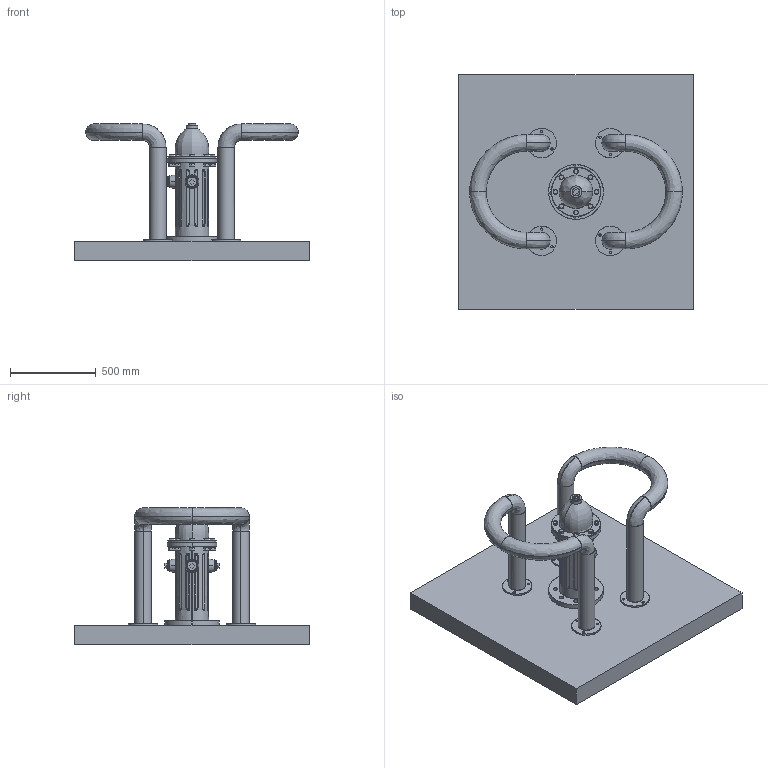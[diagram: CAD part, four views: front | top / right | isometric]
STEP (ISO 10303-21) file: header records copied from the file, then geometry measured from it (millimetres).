
FILE_DESCRIPTION(('FreeCAD Model'),'2;1');
FILE_NAME('Open CASCADE Shape Model','2025-05-05T04:09:37',('FreeCAD'),( 'FreeCAD'),'Open CASCADE STEP processor 7.6','FreeCAD','Unknown');
FILE_SCHEMA(('AUTOMOTIVE_DESIGN { 1 0 10303 214 1 1 1 1 }'));
Products named in the file (1): Open CASCADE STEP translator 7.6 1
Bounding box: 1365.5 x 1365.5 x 801.89 mm (x, y, z)
Surface area: 8332245.3 mm2 (no closed solid volume)
Topology: 0 solids, 925 shells, 925 faces, 14522 edges, 14522 vertices
Faces by surface type: bspline 925
Entity records: 136699 total; most frequent: CARTESIAN_POINT 74625, ORIENTED_EDGE 14522, EDGE_CURVE 14522, VERTEX_POINT 14522, B_SPLINE_CURVE_WITH_KNOTS 13274, FACE_BOUND 1055, EDGE_LOOP 1055, SHELL_BASED_SURFACE_MODEL 925
